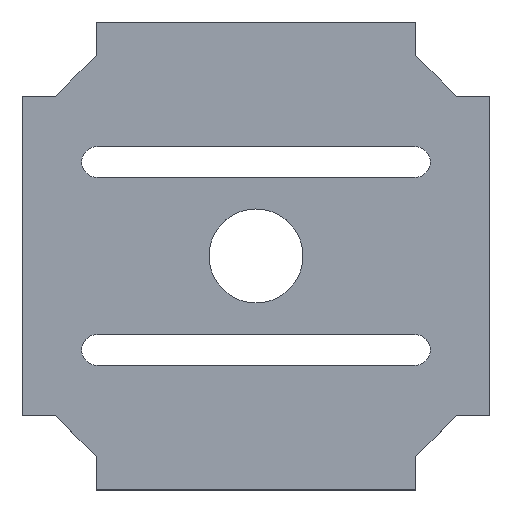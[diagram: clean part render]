
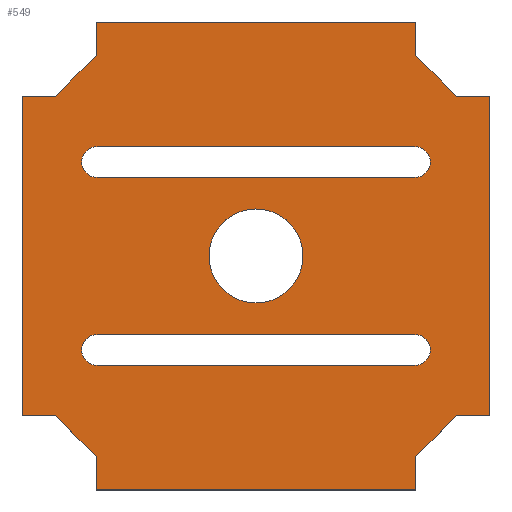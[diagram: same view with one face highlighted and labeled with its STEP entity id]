
A CAD part, top view. The second image highlights one B-rep face of the part: STEP entity #549.
In plain terms, the highlighted planar face has unit normal (0, 0, 1).
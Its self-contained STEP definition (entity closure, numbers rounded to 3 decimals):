
#18=FACE_BOUND('',#93,.T.);
#19=FACE_BOUND('',#94,.T.);
#20=FACE_BOUND('',#95,.T.);
#22=CIRCLE('',#585,1.65);
#24=CIRCLE('',#589,1.65);
#26=CIRCLE('',#593,1.65);
#28=CIRCLE('',#597,1.65);
#30=CIRCLE('',#602,5.);
#62=FACE_OUTER_BOUND('',#92,.T.);
#92=EDGE_LOOP('',(#476,#477,#478,#479,#480,#481,#482,#483,#484,#485,#486,
#487,#488,#489,#490,#491));
#93=EDGE_LOOP('',(#492,#493,#494,#495));
#94=EDGE_LOOP('',(#496,#497,#498,#499));
#95=EDGE_LOOP('',(#500));
#98=LINE('',#756,#163);
#102=LINE('',#763,#167);
#105=LINE('',#769,#170);
#108=LINE('',#777,#173);
#111=LINE('',#783,#176);
#114=LINE('',#789,#179);
#118=LINE('',#798,#183);
#122=LINE('',#805,#187);
#125=LINE('',#811,#190);
#128=LINE('',#819,#193);
#131=LINE('',#825,#196);
#134=LINE('',#831,#199);
#138=LINE('',#840,#203);
#142=LINE('',#852,#207);
#146=LINE('',#864,#211);
#150=LINE('',#876,#215);
#152=LINE('',#882,#217);
#154=LINE('',#885,#219);
#157=LINE('',#894,#222);
#159=LINE('',#897,#224);
#163=VECTOR('',#613,10.);
#167=VECTOR('',#619,10.);
#170=VECTOR('',#624,10.);
#173=VECTOR('',#629,10.);
#176=VECTOR('',#634,10.);
#179=VECTOR('',#639,10.);
#183=VECTOR('',#645,10.);
#187=VECTOR('',#651,10.);
#190=VECTOR('',#656,10.);
#193=VECTOR('',#661,10.);
#196=VECTOR('',#666,10.);
#199=VECTOR('',#671,10.);
#203=VECTOR('',#677,10.);
#207=VECTOR('',#689,10.);
#211=VECTOR('',#701,10.);
#215=VECTOR('',#713,10.);
#217=VECTOR('',#723,10.);
#219=VECTOR('',#727,10.);
#222=VECTOR('',#738,10.);
#224=VECTOR('',#742,10.);
#228=VERTEX_POINT('',#753);
#229=VERTEX_POINT('',#755);
#231=VERTEX_POINT('',#761);
#233=VERTEX_POINT('',#767);
#236=VERTEX_POINT('',#774);
#237=VERTEX_POINT('',#776);
#239=VERTEX_POINT('',#782);
#241=VERTEX_POINT('',#788);
#244=VERTEX_POINT('',#795);
#245=VERTEX_POINT('',#797);
#247=VERTEX_POINT('',#803);
#249=VERTEX_POINT('',#809);
#252=VERTEX_POINT('',#816);
#253=VERTEX_POINT('',#818);
#255=VERTEX_POINT('',#824);
#257=VERTEX_POINT('',#830);
#260=VERTEX_POINT('',#837);
#261=VERTEX_POINT('',#839);
#263=VERTEX_POINT('',#845);
#265=VERTEX_POINT('',#851);
#268=VERTEX_POINT('',#861);
#269=VERTEX_POINT('',#863);
#271=VERTEX_POINT('',#869);
#273=VERTEX_POINT('',#875);
#275=VERTEX_POINT('',#890);
#278=EDGE_CURVE('',#229,#228,#98,.T.);
#282=EDGE_CURVE('',#228,#231,#102,.T.);
#285=EDGE_CURVE('',#231,#233,#105,.T.);
#288=EDGE_CURVE('',#237,#236,#108,.T.);
#291=EDGE_CURVE('',#239,#237,#111,.T.);
#294=EDGE_CURVE('',#241,#239,#114,.T.);
#298=EDGE_CURVE('',#245,#244,#118,.T.);
#302=EDGE_CURVE('',#244,#247,#122,.T.);
#305=EDGE_CURVE('',#247,#249,#125,.T.);
#308=EDGE_CURVE('',#253,#252,#128,.T.);
#311=EDGE_CURVE('',#255,#253,#131,.T.);
#314=EDGE_CURVE('',#257,#255,#134,.T.);
#318=EDGE_CURVE('',#261,#260,#138,.T.);
#321=EDGE_CURVE('',#263,#261,#22,.T.);
#324=EDGE_CURVE('',#265,#263,#142,.T.);
#327=EDGE_CURVE('',#260,#265,#24,.T.);
#330=EDGE_CURVE('',#269,#268,#146,.T.);
#333=EDGE_CURVE('',#271,#269,#26,.T.);
#336=EDGE_CURVE('',#273,#271,#150,.T.);
#339=EDGE_CURVE('',#268,#273,#28,.T.);
#340=EDGE_CURVE('',#249,#257,#152,.T.);
#342=EDGE_CURVE('',#233,#245,#154,.T.);
#346=EDGE_CURVE('',#275,#275,#30,.T.);
#347=EDGE_CURVE('',#236,#229,#157,.T.);
#349=EDGE_CURVE('',#252,#241,#159,.T.);
#476=ORIENTED_EDGE('',*,*,#342,.T.);
#477=ORIENTED_EDGE('',*,*,#298,.T.);
#478=ORIENTED_EDGE('',*,*,#302,.T.);
#479=ORIENTED_EDGE('',*,*,#305,.T.);
#480=ORIENTED_EDGE('',*,*,#340,.T.);
#481=ORIENTED_EDGE('',*,*,#314,.T.);
#482=ORIENTED_EDGE('',*,*,#311,.T.);
#483=ORIENTED_EDGE('',*,*,#308,.T.);
#484=ORIENTED_EDGE('',*,*,#349,.T.);
#485=ORIENTED_EDGE('',*,*,#294,.T.);
#486=ORIENTED_EDGE('',*,*,#291,.T.);
#487=ORIENTED_EDGE('',*,*,#288,.T.);
#488=ORIENTED_EDGE('',*,*,#347,.T.);
#489=ORIENTED_EDGE('',*,*,#278,.T.);
#490=ORIENTED_EDGE('',*,*,#282,.T.);
#491=ORIENTED_EDGE('',*,*,#285,.T.);
#492=ORIENTED_EDGE('',*,*,#324,.T.);
#493=ORIENTED_EDGE('',*,*,#321,.T.);
#494=ORIENTED_EDGE('',*,*,#318,.T.);
#495=ORIENTED_EDGE('',*,*,#327,.T.);
#496=ORIENTED_EDGE('',*,*,#336,.T.);
#497=ORIENTED_EDGE('',*,*,#333,.T.);
#498=ORIENTED_EDGE('',*,*,#330,.T.);
#499=ORIENTED_EDGE('',*,*,#339,.T.);
#500=ORIENTED_EDGE('',*,*,#346,.T.);
#522=PLANE('',#606);
#549=ADVANCED_FACE('',(#62,#18,#19,#20),#522,.F.);
#585=AXIS2_PLACEMENT_3D('',#846,#683,#684);
#589=AXIS2_PLACEMENT_3D('',#856,#695,#696);
#593=AXIS2_PLACEMENT_3D('',#870,#707,#708);
#597=AXIS2_PLACEMENT_3D('',#880,#719,#720);
#602=AXIS2_PLACEMENT_3D('',#892,#734,#735);
#606=AXIS2_PLACEMENT_3D('',#900,#746,#747);
#613=DIRECTION('',(-1.,0.,0.));
#619=DIRECTION('',(-0.707,0.707,0.));
#624=DIRECTION('',(0.,1.,0.));
#629=DIRECTION('',(1.,0.,0.));
#634=DIRECTION('',(0.707,0.707,0.));
#639=DIRECTION('',(0.,1.,0.));
#645=DIRECTION('',(0.,-1.,0.));
#651=DIRECTION('',(-0.707,-0.707,0.));
#656=DIRECTION('',(-1.,0.,0.));
#661=DIRECTION('',(0.,-1.,0.));
#666=DIRECTION('',(0.707,-0.707,0.));
#671=DIRECTION('',(1.,0.,0.));
#677=DIRECTION('',(1.,0.,0.));
#683=DIRECTION('center_axis',(0.,0.,
-1.));
#684=DIRECTION('ref_axis',(0.,-1.,0.));
#689=DIRECTION('',(-1.,0.,0.));
#695=DIRECTION('center_axis',(0.,0.,
-1.));
#696=DIRECTION('ref_axis',(0.,1.,0.));
#701=DIRECTION('',(-1.,0.,0.));
#707=DIRECTION('center_axis',(0.,0.,
-1.));
#708=DIRECTION('ref_axis',(0.,-1.,0.));
#713=DIRECTION('',(1.,0.,0.));
#719=DIRECTION('center_axis',(0.,0.,
-1.));
#720=DIRECTION('ref_axis',(0.,1.,0.));
#723=DIRECTION('',(0.,-1.,0.));
#727=DIRECTION('',(-1.,0.,0.));
#734=DIRECTION('center_axis',(0.,0.,
-1.));
#735=DIRECTION('ref_axis',(-1.,0.,0.));
#738=DIRECTION('',(0.,1.,0.));
#742=DIRECTION('',(1.,0.,0.));
#746=DIRECTION('center_axis',(0.,0.,
-1.));
#747=DIRECTION('ref_axis',(-1.,0.,0.));
#753=CARTESIAN_POINT('',(21.324,17.001,2.25));
#755=CARTESIAN_POINT('',(24.9,17.001,2.25));
#756=CARTESIAN_POINT('',(25.1,17.001,2.25));
#761=CARTESIAN_POINT('',(17.001,21.324,2.25));
#763=CARTESIAN_POINT('',(21.324,17.001,2.25));
#767=CARTESIAN_POINT('',(17.001,24.9,2.25));
#769=CARTESIAN_POINT('',(17.001,21.324,2.25));
#774=CARTESIAN_POINT('',(24.9,-17.001,2.25));
#776=CARTESIAN_POINT('',(21.324,-17.001,2.25));
#777=CARTESIAN_POINT('',(21.324,-17.001,2.25));
#782=CARTESIAN_POINT('',(17.001,-21.324,2.25));
#783=CARTESIAN_POINT('',(17.001,-21.324,2.25));
#788=CARTESIAN_POINT('',(17.001,-24.9,2.25));
#789=CARTESIAN_POINT('',(17.001,-25.1,2.25));
#795=CARTESIAN_POINT('',(-17.001,21.324,2.25));
#797=CARTESIAN_POINT('',(-17.001,24.9,2.25));
#798=CARTESIAN_POINT('',(-17.001,25.1,2.25));
#803=CARTESIAN_POINT('',(-21.324,17.001,2.25));
#805=CARTESIAN_POINT('',(-17.001,21.324,2.25));
#809=CARTESIAN_POINT('',(-24.9,17.001,2.25));
#811=CARTESIAN_POINT('',(-21.324,17.001,2.25));
#816=CARTESIAN_POINT('',(-17.001,-24.9,2.25));
#818=CARTESIAN_POINT('',(-17.001,-21.324,2.25));
#819=CARTESIAN_POINT('',(-17.001,-21.324,2.25));
#824=CARTESIAN_POINT('',(-21.324,-17.001,2.25));
#825=CARTESIAN_POINT('',(-21.324,-17.001,2.25));
#830=CARTESIAN_POINT('',(-24.9,-17.001,2.25));
#831=CARTESIAN_POINT('',(-25.1,-17.001,2.25));
#837=CARTESIAN_POINT('',(16.9,11.65,2.25));
#839=CARTESIAN_POINT('',(-16.9,11.65,2.25));
#840=CARTESIAN_POINT('',(-8.45,11.65,2.25));
#845=CARTESIAN_POINT('',(-16.9,8.35,2.25));
#846=CARTESIAN_POINT('Origin',(-16.9,10.,2.25));
#851=CARTESIAN_POINT('',(16.9,8.35,2.25));
#852=CARTESIAN_POINT('',(8.45,8.35,2.25));
#856=CARTESIAN_POINT('Origin',(16.9,10.,2.25));
#861=CARTESIAN_POINT('',(-16.9,-11.65,2.25));
#863=CARTESIAN_POINT('',(16.9,-11.65,2.25));
#864=CARTESIAN_POINT('',(8.45,-11.65,2.25));
#869=CARTESIAN_POINT('',(16.9,-8.35,2.25));
#870=CARTESIAN_POINT('Origin',(16.9,-10.,2.25));
#875=CARTESIAN_POINT('',(-16.9,-8.35,2.25));
#876=CARTESIAN_POINT('',(-8.45,-8.35,2.25));
#880=CARTESIAN_POINT('Origin',(-16.9,-10.,2.25));
#882=CARTESIAN_POINT('',(-24.9,-16.801,2.25));
#885=CARTESIAN_POINT('',(-16.801,24.9,2.25));
#890=CARTESIAN_POINT('',(5.,0.,2.25));
#892=CARTESIAN_POINT('Origin',(0.,0.,2.25));
#894=CARTESIAN_POINT('',(24.9,16.801,2.25));
#897=CARTESIAN_POINT('',(16.801,-24.9,2.25));
#900=CARTESIAN_POINT('Origin',(0.,0.,2.25));
